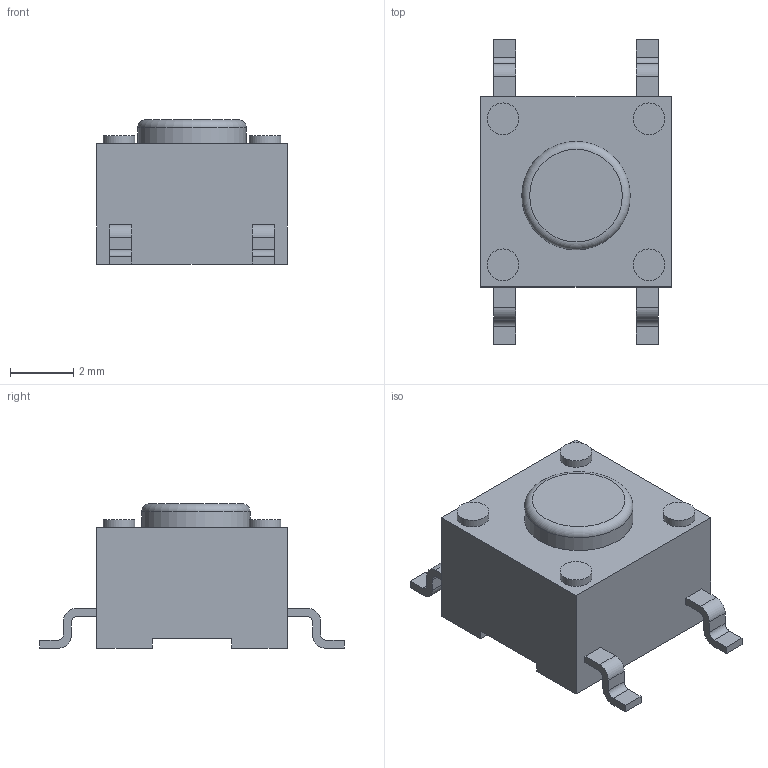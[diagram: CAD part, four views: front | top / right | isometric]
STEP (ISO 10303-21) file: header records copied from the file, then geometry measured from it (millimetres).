
FILE_DESCRIPTION(('FreeCAD Model'),'2;1');
FILE_NAME('FSM2JSMAATR-PushButton.stp', '2019-06-20T16:08:18',('Author'),(''), 'Open CASCADE STEP processor 7.3','FreeCAD','Unknown');
FILE_SCHEMA(('AUTOMOTIVE_DESIGN { 1 0 10303 214 1 1 1 1 }'));
Length unit declared in the file: millimetre
Products named in the file (3): Torso; Array_(Mirror_#1); Array
Bounding box: 6 x 9.6 x 4.55 mm (x, y, z)
Volume: 141.7 mm3; surface area: 196.1 mm2
Topology: 5 solids, 5 shells, 77 faces, 185 edges, 123 vertices
Faces by surface type: plane 55, cylinder 21, torus 1
Full cylindrical faces by diameter (mm): 1 x4, 3.42 x1
Entity records: 4774 total; most frequent: CARTESIAN_POINT 882, DIRECTION 734, LINE 469, VECTOR 469, ORIENTED_EDGE 370, PCURVE 370, DEFINITIONAL_REPRESENTATION 370, EDGE_CURVE 185
